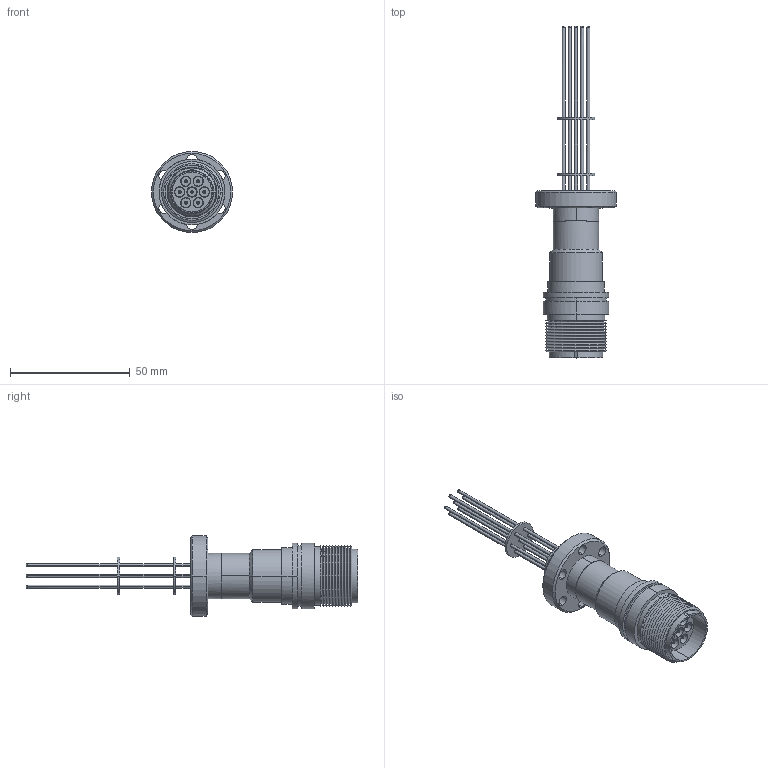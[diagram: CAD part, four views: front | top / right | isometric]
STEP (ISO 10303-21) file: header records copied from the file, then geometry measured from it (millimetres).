
FILE_DESCRIPTION (( 'STEP AP203' ), '1' );
FILE_NAME ('A3086-1-CF.STEP', '2013-03-18T19:24:19', ( '' ), ( '' ), 'SwSTEP 2.0', 'SolidWorks 2012', '' );
FILE_SCHEMA (( 'CONFIG_CONTROL_DESIGN' ));
Length unit declared in the file: inch
Products named in the file (1): A3086-1-CF
Bounding box: 33.78 x 138.55 x 33.78 mm (x, y, z)
Volume: 19373.1 mm3; surface area: 22886.6 mm2
Topology: 1 solids, 1 shells, 406 faces, 1077 edges, 700 vertices
Faces by surface type: cylinder 173, cone 130, plane 59, bspline 44
Entity records: 19011 total; most frequent: CARTESIAN_POINT 9575, ORIENTED_EDGE 2098, DIRECTION 1708, EDGE_CURVE 1049, VERTEX_POINT 700, AXIS2_PLACEMENT_3D 693, EDGE_LOOP 497, FACE_OUTER_BOUND 406
